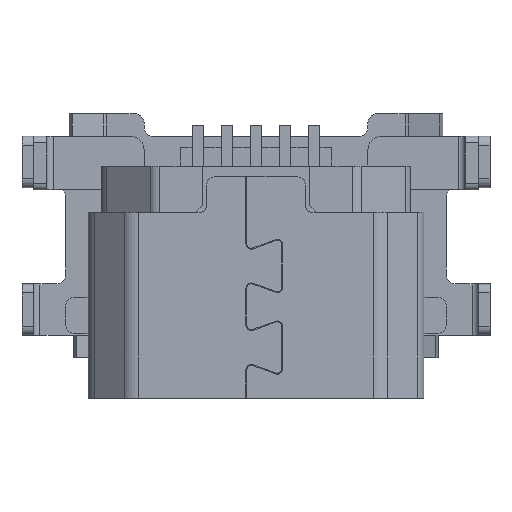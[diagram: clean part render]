
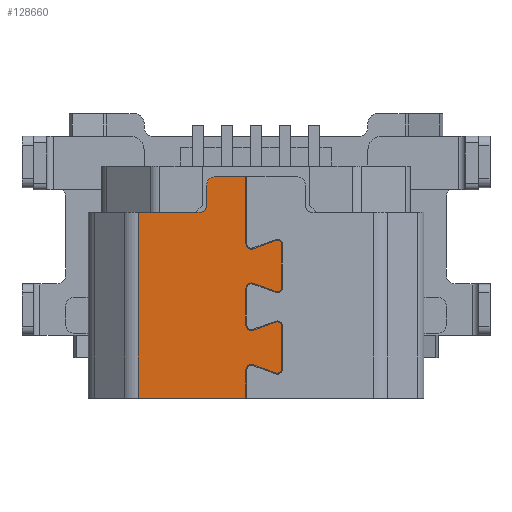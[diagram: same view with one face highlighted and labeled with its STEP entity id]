
A CAD part, front view. The second image highlights one B-rep face of the part: STEP entity #128660.
In plain terms, the highlighted face is planar.
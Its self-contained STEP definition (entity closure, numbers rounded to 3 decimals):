
#120510=CARTESIAN_POINT('',(1.25,1.1,1.225));
#120520=DIRECTION('',(1.,-0.,0.));
#120530=VECTOR('',#120520,1.379);
#120540=LINE('',#120510,#120530);
#120550=CARTESIAN_POINT('',(1.25,1.1,1.225));
#120560=VERTEX_POINT('',#120550);
#120570=CARTESIAN_POINT('',(2.629,1.1,1.225));
#120580=VERTEX_POINT('',#120570);
#120590=EDGE_CURVE('',#120560,#120580,#120540,.T.);
#124210=CARTESIAN_POINT('',(2.629,5.25,1.225));
#124220=VERTEX_POINT('',#124210);
#124250=CARTESIAN_POINT('',(2.629,5.25,1.225));
#124260=DIRECTION('',(-1.,0.,0.));
#124270=VECTOR('',#124260,2.404);
#124280=LINE('',#124250,#124270);
#124290=CARTESIAN_POINT('',(0.225,5.25,1.225));
#124300=VERTEX_POINT('',#124290);
#124310=EDGE_CURVE('',#124220,#124300,#124280,.T.);
#126300=CARTESIAN_POINT('',(2.629,5.25,1.225));
#126310=DIRECTION('',(0.,-1.,0.));
#126320=VECTOR('',#126310,4.15);
#126330=LINE('',#126300,#126320);
#126340=EDGE_CURVE('',#124220,#120580,#126330,.T.);
#126510=CARTESIAN_POINT('',(1.1,0.5,1.225));
#126520=VERTEX_POINT('',#126510);
#126550=CARTESIAN_POINT('',(1.1,0.5,1.225));
#126560=DIRECTION('',(0.,1.,0.));
#126570=VECTOR('',#126560,0.45);
#126580=LINE('',#126550,#126570);
#126590=CARTESIAN_POINT('',(1.1,0.95,1.225));
#126600=VERTEX_POINT('',#126590);
#126610=EDGE_CURVE('',#126520,#126600,#126580,.T.);
#126820=CARTESIAN_POINT('',(0.9,0.3,1.225));
#126830=VERTEX_POINT('',#126820);
#126860=CARTESIAN_POINT('',(0.9,0.5,1.225));
#126870=DIRECTION('',(0.,0.,1.));
#126880=DIRECTION('',(0.,-1.,0.));
#126890=AXIS2_PLACEMENT_3D('',#126860,#126870,#126880);
#126900=CIRCLE('',#126890,0.2);
#126910=EDGE_CURVE('',#126830,#126520,#126900,.T.);
#126970=CARTESIAN_POINT('',(-2.806,-0.616,
1.225));
#126980=DIRECTION('',(-0.,0.,1.));
#126990=DIRECTION('',(0.,-1.,0.));
#127000=AXIS2_PLACEMENT_3D('',#126970,#126980,#126990);
#127010=PLANE('',#127000);
#127020=CARTESIAN_POINT('',(0.225,2.325,1.225));
#127030=DIRECTION('',(0.,1.,0.));
#127040=VECTOR('',#127030,1.);
#127050=LINE('',#127020,#127040);
#127060=CARTESIAN_POINT('',(0.225,0.3,1.225));
#127070=VERTEX_POINT('',#127060);
#127080=CARTESIAN_POINT('',(0.225,1.801,1.225)
);
#127090=VERTEX_POINT('',#127080);
#127100=EDGE_CURVE('',#127070,#127090,#127050,.T.);
#127110=ORIENTED_EDGE('',*,*,#127100,.F.);
#127120=CARTESIAN_POINT('',(0.105,1.801,1.225)
);
#127130=DIRECTION('',(0.,0.,-1.));
#127140=DIRECTION('',(-0.341,0.94,0.));
#127150=AXIS2_PLACEMENT_3D('',#127120,#127130,#127140);
#127160=CIRCLE('',#127150,0.12);
#127170=CARTESIAN_POINT('',(0.064,1.914,
1.225));
#127180=VERTEX_POINT('',#127170);
#127190=EDGE_CURVE('',#127180,#127090,#127160,.T.);
#127200=ORIENTED_EDGE('',*,*,#127190,.T.);
#127210=CARTESIAN_POINT('',(-0.441,1.731,
1.225));
#127220=DIRECTION('',(0.94,0.341,-0.));
#127230=VECTOR('',#127220,0.537);
#127240=LINE('',#127210,#127230);
#127250=CARTESIAN_POINT('',(-0.441,1.731,
1.225));
#127260=VERTEX_POINT('',#127250);
#127270=EDGE_CURVE('',#127260,#127180,#127240,.T.);
#127280=ORIENTED_EDGE('',*,*,#127270,.T.);
#127290=CARTESIAN_POINT('',(-0.475,1.825,1.225
));
#127300=DIRECTION('',(0.,0.,1.));
#127310=DIRECTION('',(-1.,0.,0.));
#127320=AXIS2_PLACEMENT_3D('',#127290,#127300,#127310);
#127330=CIRCLE('',#127320,0.1);
#127340=CARTESIAN_POINT('',(-0.575,1.825,1.225
));
#127350=VERTEX_POINT('',#127340);
#127360=EDGE_CURVE('',#127350,#127260,#127330,.T.);
#127370=ORIENTED_EDGE('',*,*,#127360,.T.);
#127380=CARTESIAN_POINT('',(-0.575,1.825,1.225
));
#127390=DIRECTION('',(0.,1.,0.));
#127400=VECTOR('',#127390,0.948);
#127410=LINE('',#127380,#127400);
#127420=CARTESIAN_POINT('',(-0.575,2.773,1.225
));
#127430=VERTEX_POINT('',#127420);
#127440=EDGE_CURVE('',#127350,#127430,#127410,.T.);
#127450=ORIENTED_EDGE('',*,*,#127440,.F.);
#127460=CARTESIAN_POINT('',(-0.475,2.773,1.225
));
#127470=DIRECTION('',(0.,0.,1.));
#127480=DIRECTION('',(0.341,0.94,-0.));
#127490=AXIS2_PLACEMENT_3D('',#127460,#127470,#127480);
#127500=CIRCLE('',#127490,0.1);
#127510=CARTESIAN_POINT('',(-0.441,2.867,
1.225));
#127520=VERTEX_POINT('',#127510);
#127530=EDGE_CURVE('',#127520,#127430,#127500,.T.);
#127540=ORIENTED_EDGE('',*,*,#127530,.T.);
#127550=CARTESIAN_POINT('',(0.064,2.684,
1.225));
#127560=DIRECTION('',(-0.94,0.341,0.));
#127570=VECTOR('',#127560,0.537);
#127580=LINE('',#127550,#127570);
#127590=CARTESIAN_POINT('',(0.064,2.684,
1.225));
#127600=VERTEX_POINT('',#127590);
#127610=EDGE_CURVE('',#127600,#127520,#127580,.T.);
#127620=ORIENTED_EDGE('',*,*,#127610,.T.);
#127630=CARTESIAN_POINT('',(0.105,2.797,1.225)
);
#127640=DIRECTION('',(0.,0.,-1.));
#127650=DIRECTION('',(1.,0.,-0.));
#127660=AXIS2_PLACEMENT_3D('',#127630,#127640,#127650);
#127670=CIRCLE('',#127660,0.12);
#127680=CARTESIAN_POINT('',(0.225,2.797,1.225)
);
#127690=VERTEX_POINT('',#127680);
#127700=EDGE_CURVE('',#127690,#127600,#127670,.T.);
#127710=ORIENTED_EDGE('',*,*,#127700,.T.);
#127720=CARTESIAN_POINT('',(0.225,2.797,1.225)
);
#127730=DIRECTION('',(0.,1.,0.));
#127740=VECTOR('',#127730,0.825);
#127750=LINE('',#127720,#127740);
#127760=CARTESIAN_POINT('',(0.225,3.621,1.225))
;
#127770=VERTEX_POINT('',#127760);
#127780=EDGE_CURVE('',#127690,#127770,#127750,.T.);
#127790=ORIENTED_EDGE('',*,*,#127780,.F.);
#127800=CARTESIAN_POINT('',(0.105,3.621,1.225))
;
#127810=DIRECTION('',(0.,0.,-1.));
#127820=DIRECTION('',(-0.341,0.94,0.));
#127830=AXIS2_PLACEMENT_3D('',#127800,#127810,#127820);
#127840=CIRCLE('',#127830,0.12);
#127850=CARTESIAN_POINT('',(0.064,3.734,
1.225));
#127860=VERTEX_POINT('',#127850);
#127870=EDGE_CURVE('',#127860,#127770,#127840,.T.);
#127880=ORIENTED_EDGE('',*,*,#127870,.T.);
#127890=CARTESIAN_POINT('',(-0.441,3.551,
1.225));
#127900=DIRECTION('',(0.94,0.341,-0.));
#127910=VECTOR('',#127900,0.537);
#127920=LINE('',#127890,#127910);
#127930=CARTESIAN_POINT('',(-0.441,3.551,
1.225));
#127940=VERTEX_POINT('',#127930);
#127950=EDGE_CURVE('',#127940,#127860,#127920,.T.);
#127960=ORIENTED_EDGE('',*,*,#127950,.T.);
#127970=CARTESIAN_POINT('',(-0.475,3.645,1.225))
;
#127980=DIRECTION('',(0.,0.,1.));
#127990=DIRECTION('',(-1.,0.,0.));
#128000=AXIS2_PLACEMENT_3D('',#127970,#127980,#127990);
#128010=CIRCLE('',#128000,0.1);
#128020=CARTESIAN_POINT('',(-0.575,3.645,1.225))
;
#128030=VERTEX_POINT('',#128020);
#128040=EDGE_CURVE('',#128030,#127940,#128010,.T.);
#128050=ORIENTED_EDGE('',*,*,#128040,.T.);
#128060=CARTESIAN_POINT('',(-0.575,3.645,1.225))
;
#128070=DIRECTION('',(0.,1.,0.));
#128080=VECTOR('',#128070,0.948);
#128090=LINE('',#128060,#128080);
#128100=CARTESIAN_POINT('',(-0.575,4.593,1.225)
);
#128110=VERTEX_POINT('',#128100);
#128120=EDGE_CURVE('',#128030,#128110,#128090,.T.);
#128130=ORIENTED_EDGE('',*,*,#128120,.F.);
#128140=CARTESIAN_POINT('',(-0.475,4.593,1.225)
);
#128150=DIRECTION('',(0.,0.,1.));
#128160=DIRECTION('',(0.341,0.94,-0.));
#128170=AXIS2_PLACEMENT_3D('',#128140,#128150,#128160);
#128180=CIRCLE('',#128170,0.1);
#128190=CARTESIAN_POINT('',(-0.441,4.687,
1.225));
#128200=VERTEX_POINT('',#128190);
#128210=EDGE_CURVE('',#128200,#128110,#128180,.T.);
#128220=ORIENTED_EDGE('',*,*,#128210,.T.);
#128230=CARTESIAN_POINT('',(0.064,4.504,
1.225));
#128240=DIRECTION('',(-0.94,0.341,0.));
#128250=VECTOR('',#128240,0.537);
#128260=LINE('',#128230,#128250);
#128270=CARTESIAN_POINT('',(0.064,4.504,
1.225));
#128280=VERTEX_POINT('',#128270);
#128290=EDGE_CURVE('',#128280,#128200,#128260,.T.);
#128300=ORIENTED_EDGE('',*,*,#128290,.T.);
#128310=CARTESIAN_POINT('',(0.105,4.617,1.225))
;
#128320=DIRECTION('',(0.,0.,-1.));
#128330=DIRECTION('',(1.,0.,-0.));
#128340=AXIS2_PLACEMENT_3D('',#128310,#128320,#128330);
#128350=CIRCLE('',#128340,0.12);
#128360=CARTESIAN_POINT('',(0.225,4.617,1.225))
;
#128370=VERTEX_POINT('',#128360);
#128380=EDGE_CURVE('',#128370,#128280,#128350,.T.);
#128390=ORIENTED_EDGE('',*,*,#128380,.T.);
#128400=CARTESIAN_POINT('',(0.225,5.25,1.225));
#128410=DIRECTION('',(0.,-1.,0.));
#128420=VECTOR('',#128410,0.633);
#128430=LINE('',#128400,#128420);
#128440=EDGE_CURVE('',#124300,#128370,#128430,.T.);
#128450=ORIENTED_EDGE('',*,*,#128440,.T.);
#128460=ORIENTED_EDGE('',*,*,#124310,.T.);
#128470=ORIENTED_EDGE('',*,*,#126340,.F.);
#128480=ORIENTED_EDGE('',*,*,#120590,.T.);
#128490=CARTESIAN_POINT('',(1.25,0.95,1.225));
#128500=DIRECTION('',(0.,0.,-1.));
#128510=DIRECTION('',(-1.,0.,0.));
#128520=AXIS2_PLACEMENT_3D('',#128490,#128500,#128510);
#128530=CIRCLE('',#128520,0.15);
#128540=EDGE_CURVE('',#126600,#120560,#128530,.T.);
#128550=ORIENTED_EDGE('',*,*,#128540,.T.);
#128560=ORIENTED_EDGE('',*,*,#126610,.T.);
#128570=ORIENTED_EDGE('',*,*,#126910,.T.);
#128580=CARTESIAN_POINT('',(0.,0.3,1.225));
#128590=DIRECTION('',(-1.,0.,0.));
#128600=VECTOR('',#128590,1.);
#128610=LINE('',#128580,#128600);
#128620=EDGE_CURVE('',#126830,#127070,#128610,.T.);
#128630=ORIENTED_EDGE('',*,*,#128620,.F.);
#128640=EDGE_LOOP('',(#128630,#128570,#128560,#128550,#128480,#128470,
#128460,#128450,#128390,#128300,#128220,#128130,#128050,#127960,#127880,
#127790,#127710,#127620,#127540,#127450,#127370,#127280,#127200,#127110)
);
#128650=FACE_OUTER_BOUND('',#128640,.T.);
#128660=ADVANCED_FACE('',(#128650),#127010,.T.);
